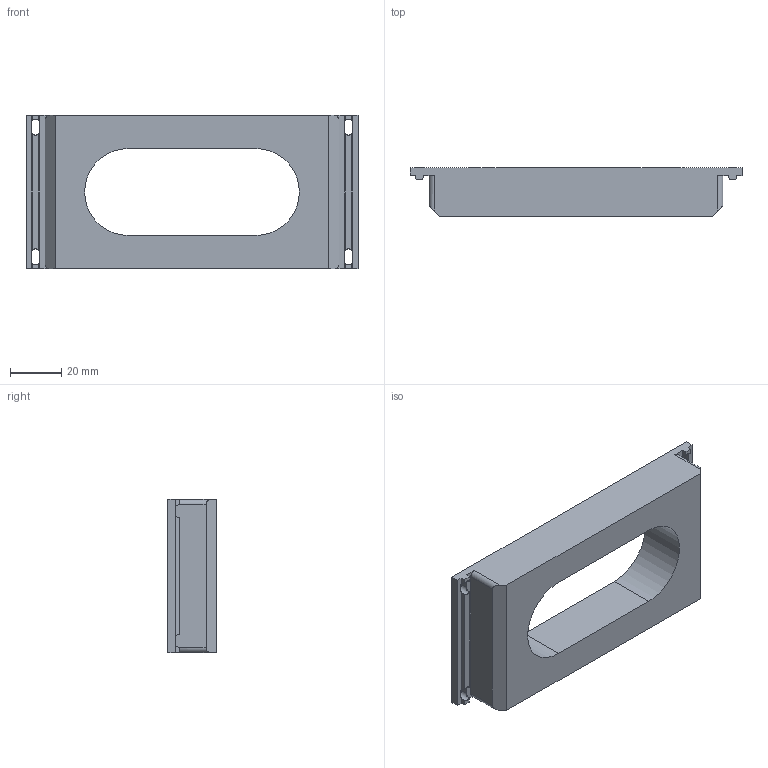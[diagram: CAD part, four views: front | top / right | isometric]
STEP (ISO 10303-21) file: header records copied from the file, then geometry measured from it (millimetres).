
FILE_DESCRIPTION(('FreeCAD Model'),'2;1');
FILE_NAME('Open CASCADE Shape Model','2025-05-14T14:12:32',(''),(''), 'Open CASCADE STEP processor 7.8','FreeCAD','Unknown');
FILE_SCHEMA(('AUTOMOTIVE_DESIGN { 1 0 10303 214 1 1 1 1 }'));
Length unit declared in the file: millimetre
Products named in the file (1): Body
Bounding box: 129.89 x 19 x 60 mm (x, y, z)
Volume: 83365.2 mm3; surface area: 21090.3 mm2
Topology: 1 solids, 1 shells, 56 faces, 178 edges, 120 vertices
Faces by surface type: plane 42, cylinder 14
Entity records: 2036 total; most frequent: ORIENTED_EDGE 356, CARTESIAN_POINT 355, DIRECTION 352, EDGE_CURVE 178, VERTEX_POINT 120, LINE 118, VECTOR 118, AXIS2_PLACEMENT_3D 117
